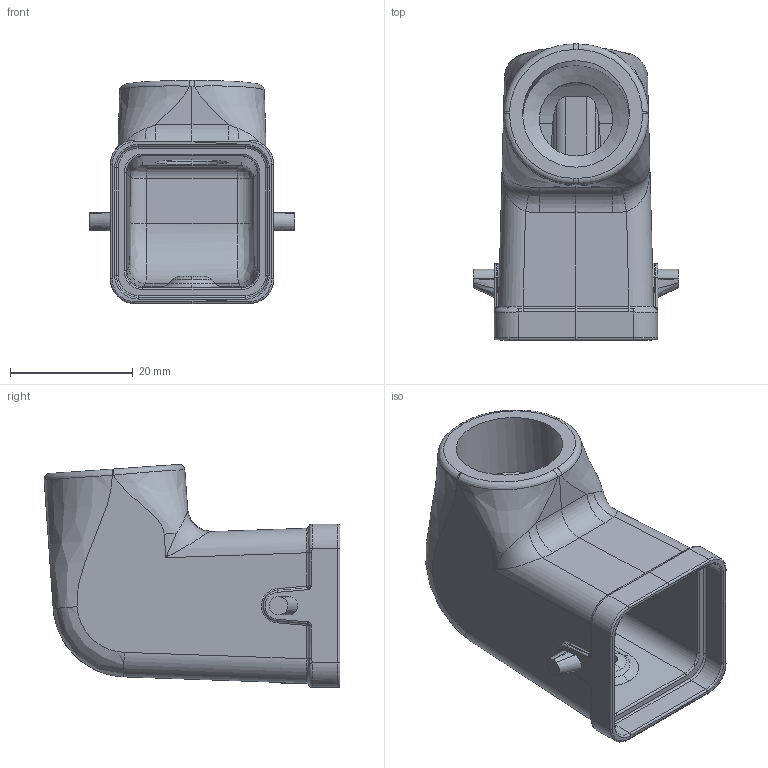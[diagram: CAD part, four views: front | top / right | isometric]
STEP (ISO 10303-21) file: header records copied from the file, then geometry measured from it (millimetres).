
FILE_DESCRIPTION(/* description */ (''),/* implementation_level */ '2;1');
FILE_NAME(/* name */ 'C146_30G003_500_4.stp',/* time_stamp */ '2015-11-05T10:22:16+01:00',/* author */ (''),/* organization */ (''),/* preprocessor_version */ 'ST-DEVELOPER v15',/* originating_system */ 'SIEMENS PLM Software NX 9.0',/* authorisation */ '');
FILE_SCHEMA (('AP203_CONFIGURATION_CONTROLLED_3D_DESIGN_OF_MECHANICAL_PARTS_AND_ASSEMBLIES_MIM_LF { 1 0 10303 403 2 1 2}'));
Length unit declared in the file: millimetre
Products named in the file (1): jens17D8E3FFc13r
Bounding box: 33.5 x 48.2 x 36.36 mm (x, y, z)
Volume: 9344 mm3; surface area: 9893.8 mm2
Topology: 1 solids, 1 shells, 326 faces, 810 edges, 493 vertices
Faces by surface type: plane 98, cylinder 97, bspline 81, extrusion 25, torus 18, cone 7
Full cylindrical faces by diameter (mm): 17.4 x1
Entity records: 18111 total; most frequent: CARTESIAN_POINT 11219, ORIENTED_EDGE 1604, DIRECTION 1050, EDGE_CURVE 802, VERTEX_POINT 493, B_SPLINE_CURVE_WITH_KNOTS 383, AXIS2_PLACEMENT_3D 362, EDGE_LOOP 345
